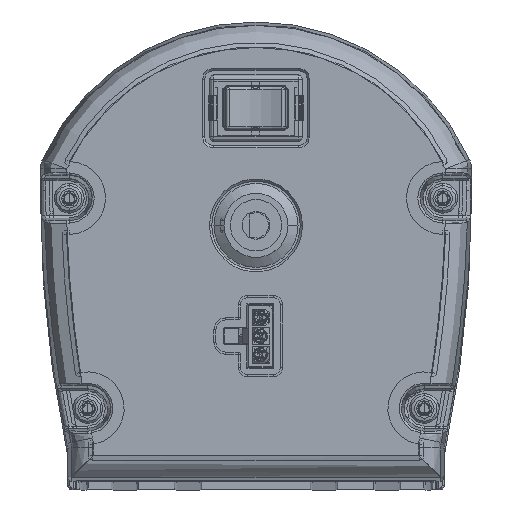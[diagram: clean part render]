
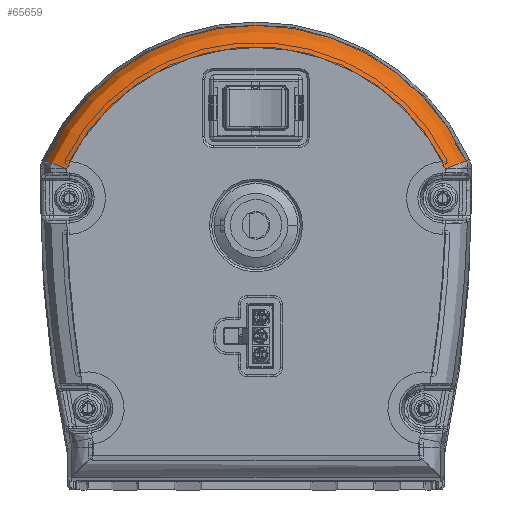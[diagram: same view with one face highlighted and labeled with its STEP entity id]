
A CAD part, top view. The second image highlights one B-rep face of the part: STEP entity #65659.
In plain terms, the highlighted toroidal (fillet/blend) face has major radius 47.144 mm and minor radius 5 mm.
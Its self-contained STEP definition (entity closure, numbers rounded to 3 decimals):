
#54003=CARTESIAN_POINT('',(0.,-13.145,45.));
#54004=DIRECTION('',(0.,0.,1.));
#54005=DIRECTION('',(0.909,0.417,0.));
#54006=AXIS2_PLACEMENT_3D('',#54003,#54004,#54005);
#56083=CARTESIAN_POINT('',(47.472,8.426,40.087));
#56084=CARTESIAN_POINT('',(47.468,8.424,40.346));
#56085=CARTESIAN_POINT('',(47.423,8.405,40.863));
#56086=CARTESIAN_POINT('',(47.245,8.329,41.618));
#56087=CARTESIAN_POINT('',(46.962,8.209,42.334));
#56088=CARTESIAN_POINT('',(46.579,8.048,42.993));
#56089=CARTESIAN_POINT('',(46.107,7.851,43.581));
#56090=CARTESIAN_POINT('',(45.556,7.622,44.082));
#56091=CARTESIAN_POINT('',(44.939,7.368,44.485));
#56092=CARTESIAN_POINT('',(44.271,7.096,44.78));
#56093=CARTESIAN_POINT('',(43.567,6.812,44.96));
#56094=CARTESIAN_POINT('',(43.085,6.621,45.));
#56095=CARTESIAN_POINT('',(42.844,6.526,45.));
#57296=CARTESIAN_POINT('',(0.,-13.145,40.087));
#57297=DIRECTION('',(0.,0.,1.));
#57298=DIRECTION('',(0.91,0.414,0.));
#57299=AXIS2_PLACEMENT_3D('',#57296,#57297,#57298);
#57305=CARTESIAN_POINT('',(-42.844,6.525,45.));
#57306=CARTESIAN_POINT('',(-43.085,6.619,
45.));
#57307=CARTESIAN_POINT('',(-43.567,6.813,
44.96));
#57308=CARTESIAN_POINT('',(-44.271,7.096,
44.78));
#57309=CARTESIAN_POINT('',(-44.939,7.368,
44.485));
#57310=CARTESIAN_POINT('',(-45.556,7.622,
44.082));
#57311=CARTESIAN_POINT('',(-46.107,7.851,
43.581));
#57312=CARTESIAN_POINT('',(-46.579,8.048,
42.993));
#57313=CARTESIAN_POINT('',(-46.962,8.209,
42.334));
#57314=CARTESIAN_POINT('',(-47.245,8.329,
41.618));
#57315=CARTESIAN_POINT('',(-47.423,8.405,
40.863));
#57316=CARTESIAN_POINT('',(-47.468,8.424,
40.346));
#57317=CARTESIAN_POINT('',(-47.472,8.426,
40.087));
#57747=CARTESIAN_POINT('',(42.844,6.526,45.));
#57748=CARTESIAN_POINT('',(-42.846,6.522,45.));
#57749=VERTEX_POINT('',#57747);
#57750=VERTEX_POINT('',#57748);
#57751=CARTESIAN_POINT('',(47.472,8.426,40.087));
#57752=CARTESIAN_POINT('',(-47.472,8.426,
40.087));
#57753=VERTEX_POINT('',#57751);
#57754=VERTEX_POINT('',#57752);
#65647=CARTESIAN_POINT('',(0.,-13.145,40.));
#65648=DIRECTION('',(0.,0.,1.));
#65649=DIRECTION('',(0.001,-1.,0.));
#65650=AXIS2_PLACEMENT_3D('',#65647,#65648,#65649);
#65651=TOROIDAL_SURFACE('',#65650,47.144,5.);
#65652=ORIENTED_EDGE('',*,*,#59580,.T.);
#65654=ORIENTED_EDGE('',*,*,#65653,.T.);
#65655=ORIENTED_EDGE('',*,*,#65641,.F.);
#65656=ORIENTED_EDGE('',*,*,#63499,.T.);
#65657=EDGE_LOOP('',(#65652,#65654,#65655,#65656));
#65658=FACE_OUTER_BOUND('',#65657,.F.);
#65659=ADVANCED_FACE('',(#65658),#65651,.T.);
#54007=CIRCLE('',#54006,47.144);
#56096=B_SPLINE_CURVE_WITH_KNOTS('',3,(#56083,#56084,#56085,#56086,#56087,
#56088,#56089,#56090,#56091,#56092,#56093,#56094,#56095),.UNSPECIFIED.,.F.,.F.,(
4,1,1,1,1,1,1,1,1,1,4),(0.,0.1,0.2,0.3,0.4,0.5,0.6,0.7,0.8,
0.9,1.),.UNSPECIFIED.);
#57300=CIRCLE('',#57299,52.143);
#57318=B_SPLINE_CURVE_WITH_KNOTS('',3,(#57305,#57306,#57307,#57308,#57309,
#57310,#57311,#57312,#57313,#57314,#57315,#57316,#57317),.UNSPECIFIED.,.F.,.F.,(
4,1,1,1,1,1,1,1,1,1,4),(0.,0.1,0.2,0.3,0.4,0.5,0.6,0.7,0.8,
0.9,1.),.UNSPECIFIED.);
#59580=EDGE_CURVE('',#57749,#57750,#54007,.T.);
#63499=EDGE_CURVE('',#57753,#57749,#56096,.T.);
#65641=EDGE_CURVE('',#57753,#57754,#57300,.T.);
#65653=EDGE_CURVE('',#57750,#57754,#57318,.T.);
